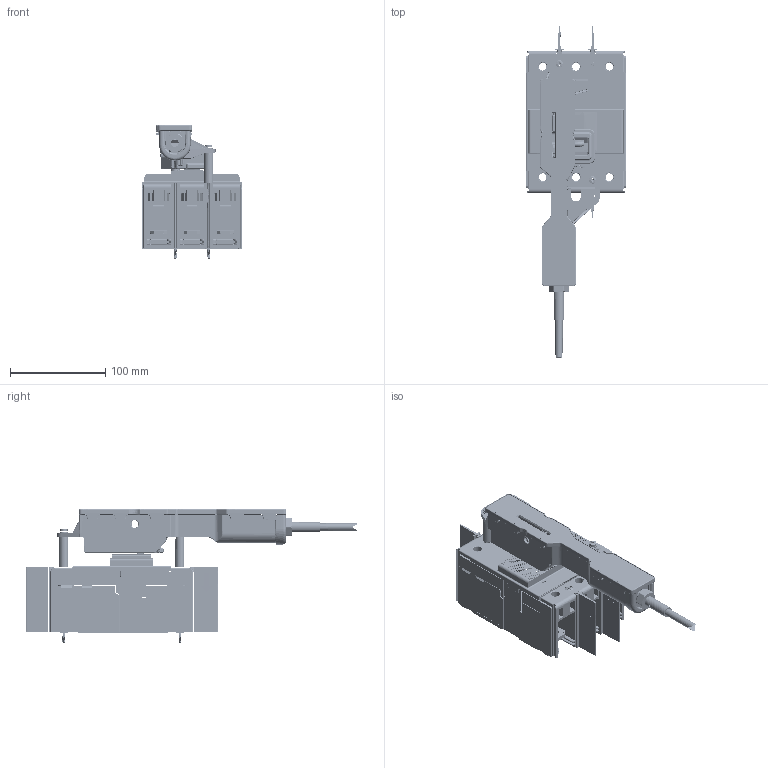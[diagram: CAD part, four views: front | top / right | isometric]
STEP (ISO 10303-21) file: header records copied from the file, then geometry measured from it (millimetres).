
FILE_DESCRIPTION((''),'2;1');
FILE_NAME('2TSE730003P1022','2017-03-08T',('USLAWIL2'),(''),'CREO PARAMETRIC BY PTC INC, 2015290','CREO PARAMETRIC BY PTC INC, 2015290','');
FILE_SCHEMA(('CONFIG_CONTROL_DESIGN'));
Products named in the file (1): 2TSE730003P1022
Bounding box: 105 x 348.77 x 140.1 mm (x, y, z)
Surface area: 246761.8 mm2 (no closed solid volume)
Topology: 0 solids, 5266 shells, 5266 faces, 32640 edges, 32630 vertices
Faces by surface type: plane 2718, cylinder 1071, extrusion 1010, torus 208, bspline 174, cone 78, sphere 7
Entity records: 350505 total; most frequent: CARTESIAN_POINT 123890, DIRECTION 36555, VERTEX_POINT 32631, ORIENTED_EDGE 32631, EDGE_CURVE 32631, VECTOR 23903, LINE 22893, B_SPLINE_CURVE_WITH_KNOTS 8504
